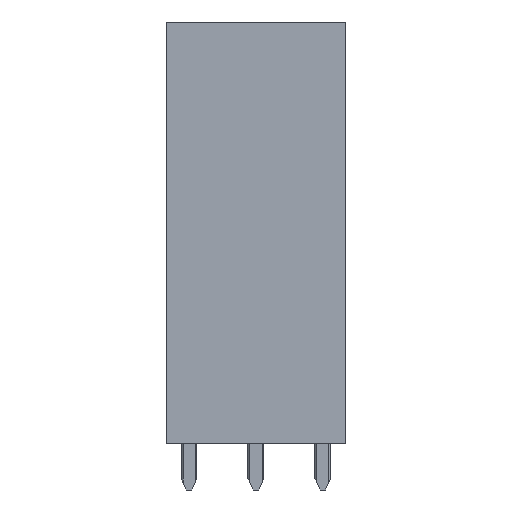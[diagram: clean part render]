
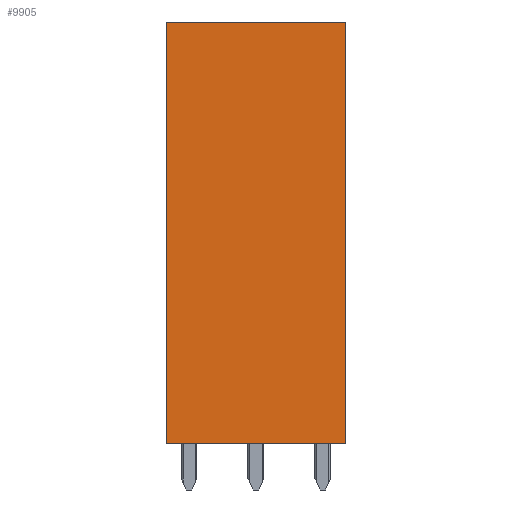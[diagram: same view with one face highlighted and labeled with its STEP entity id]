
A CAD part, left-side view. The second image highlights one B-rep face of the part: STEP entity #9905.
In plain terms, the highlighted planar face has unit normal (-1, 0, 0).
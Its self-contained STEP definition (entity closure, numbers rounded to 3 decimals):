
#9878=AXIS2_PLACEMENT_3D('Plane Axis2P3D',#9875,#9876,#9877) ;
#872=CARTESIAN_POINT('Vertex',(0.,13.6,35.5)) ;
#875=CARTESIAN_POINT('Line Origine',(0.,6.8,35.5)) ;
#879=CARTESIAN_POINT('Vertex',(0.,0.,35.5)) ;
#9875=CARTESIAN_POINT('Axis2P3D Location',(0.,0.,0.)) ;
#9880=CARTESIAN_POINT('Line Origine',(0.,0.,19.5)) ;
#9884=CARTESIAN_POINT('Vertex',(0.,0.,3.5)) ;
#9887=CARTESIAN_POINT('Line Origine',(0.,13.6,19.5)) ;
#9891=CARTESIAN_POINT('Vertex',(0.,13.6,3.5)) ;
#9894=CARTESIAN_POINT('Line Origine',(0.,6.8,3.5)) ;
#876=DIRECTION('Vector Direction',(0.,-1.,0.)) ;
#9876=DIRECTION('Axis2P3D Direction',(-1.,0.,0.)) ;
#9877=DIRECTION('Axis2P3D XDirection',(0.,0.,1.)) ;
#9881=DIRECTION('Vector Direction',(0.,0.,-1.)) ;
#9888=DIRECTION('Vector Direction',(0.,0.,1.)) ;
#9895=DIRECTION('Vector Direction',(0.,1.,0.)) ;
#877=VECTOR('Line Direction',#876,1.) ;
#9882=VECTOR('Line Direction',#9881,1.) ;
#9889=VECTOR('Line Direction',#9888,1.) ;
#9896=VECTOR('Line Direction',#9895,1.) ;
#9900=ORIENTED_EDGE('',*,*,#9886,.T.) ;
#9901=ORIENTED_EDGE('',*,*,#881,.T.) ;
#9902=ORIENTED_EDGE('',*,*,#9893,.T.) ;
#9903=ORIENTED_EDGE('',*,*,#9898,.T.) ;
#9905=ADVANCED_FACE('HOUSING',(#9904),#9879,.T.) ;
#881=EDGE_CURVE('',#880,#873,#878,.F.) ;
#9886=EDGE_CURVE('',#9885,#880,#9883,.F.) ;
#9893=EDGE_CURVE('',#873,#9892,#9890,.F.) ;
#9898=EDGE_CURVE('',#9892,#9885,#9897,.F.) ;
#9899=EDGE_LOOP('',(#9900,#9901,#9902,#9903)) ;
#9904=FACE_OUTER_BOUND('',#9899,.T.) ;
#878=LINE('Line',#875,#877) ;
#9883=LINE('Line',#9880,#9882) ;
#9890=LINE('Line',#9887,#9889) ;
#9897=LINE('Line',#9894,#9896) ;
#9879=PLANE('',#9878) ;
#873=VERTEX_POINT('',#872) ;
#880=VERTEX_POINT('',#879) ;
#9885=VERTEX_POINT('',#9884) ;
#9892=VERTEX_POINT('',#9891) ;
